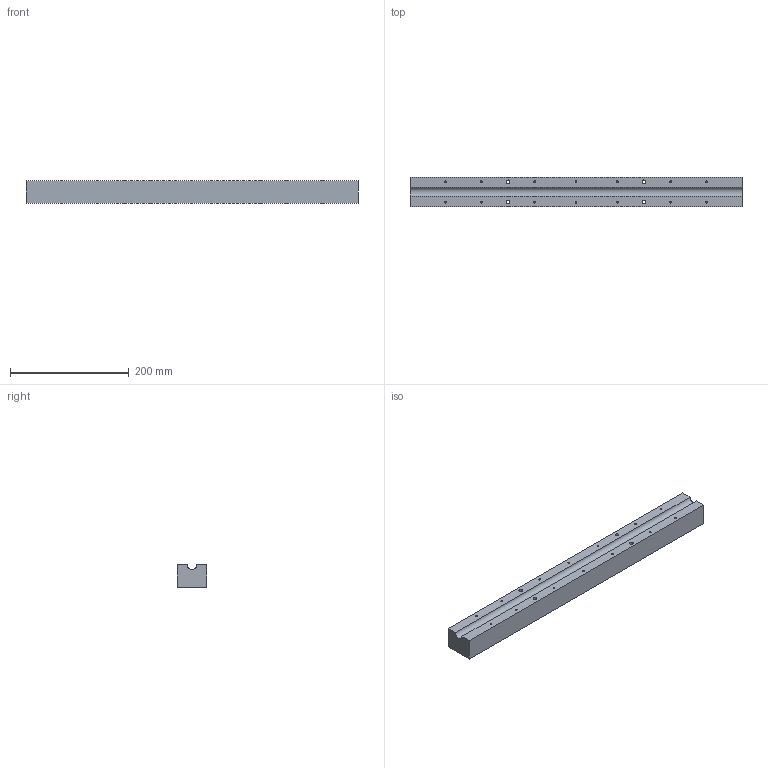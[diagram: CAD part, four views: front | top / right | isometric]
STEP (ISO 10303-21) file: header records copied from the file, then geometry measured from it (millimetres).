
FILE_DESCRIPTION(('CATIA V5 STEP Exchange'),'2;1');
FILE_NAME('MouldBotAlu.stp','2022-09-22T17:35:51+00:00',('none'),('none'),'CATIA Version 5-6 Release 2017 SP2','CATIA V5 STEP AP203','none');
FILE_SCHEMA(('CONFIG_CONTROL_DESIGN'));
Length unit declared in the file: millimetre
Products named in the file (1): Bottom_Part_Mould
Bounding box: 558.8 x 50 x 38 mm (x, y, z)
Volume: 997212.3 mm3; surface area: 114980.6 mm2
Topology: 1 solids, 1 shells, 44 faces, 126 edges, 84 vertices
Faces by surface type: cylinder 37, plane 7
Entity records: 1428 total; most frequent: ORIENTED_EDGE 252, CARTESIAN_POINT 236, DIRECTION 176, EDGE_CURVE 126, AXIS2_PLACEMENT_3D 100, VERTEX_POINT 84, EDGE_LOOP 80, CIRCLE 74
